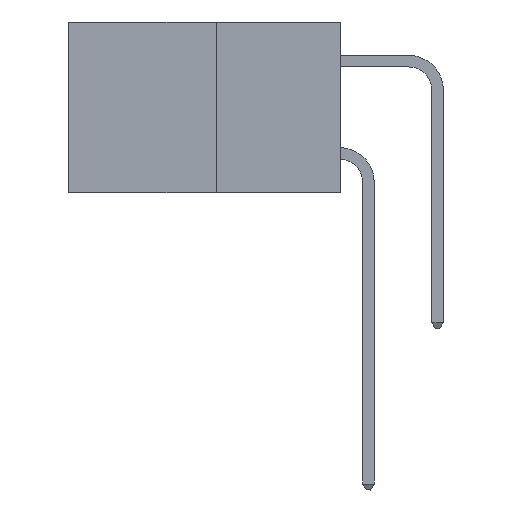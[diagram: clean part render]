
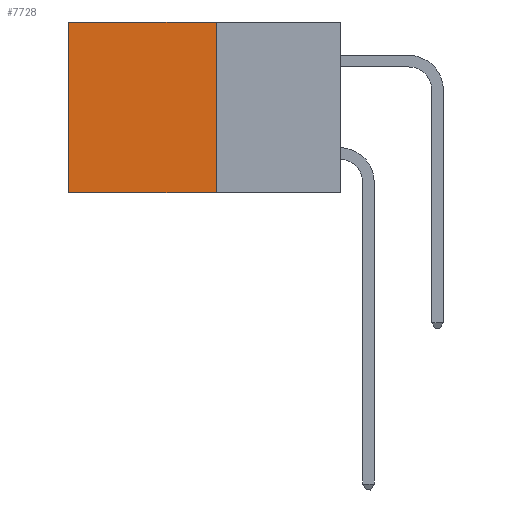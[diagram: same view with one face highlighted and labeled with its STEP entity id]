
A CAD part, left-side view. The second image highlights one B-rep face of the part: STEP entity #7728.
In plain terms, the highlighted planar face has unit normal (-1, 0, 0).
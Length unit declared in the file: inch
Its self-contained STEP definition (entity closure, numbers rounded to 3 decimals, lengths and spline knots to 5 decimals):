
#708 = CARTESIAN_POINT ( 'NONE',  ( 0.277, 0.27, 0. ) ) ;
#1436 = LINE ( 'NONE', #3403, #11863 ) ;
#1538 = DIRECTION ( 'NONE',  ( 1., 0., 0. ) ) ;
#2571 = VERTEX_POINT ( 'NONE', #23250 ) ;
#2652 = EDGE_LOOP ( 'NONE', ( #4803, #25645, #18186, #6241 ) ) ;
#3251 = VECTOR ( 'NONE', #24032, 39.37008 ) ;
#3403 = CARTESIAN_POINT ( 'NONE',  ( 0.277, 0.27, -0.37 ) ) ;
#3489 = DIRECTION ( 'NONE',  ( 0., 0., -1. ) ) ;
#4348 = LINE ( 'NONE', #24841, #9215 ) ;
#4803 = ORIENTED_EDGE ( 'NONE', *, *, #9651, .T. ) ;
#6241 = ORIENTED_EDGE ( 'NONE', *, *, #24228, .T. ) ;
#7728 = ADVANCED_FACE ( 'NONE', ( #21241 ), #25228, .F. ) ;
#7831 = CARTESIAN_POINT ( 'NONE',  ( 0.277, 0.27, -0.37 ) ) ;
#8557 = DIRECTION ( 'NONE',  ( 0., 0., -1. ) ) ;
#9215 = VECTOR ( 'NONE', #8557, 39.37008 ) ;
#9648 = VERTEX_POINT ( 'NONE', #12583 ) ;
#9651 = EDGE_CURVE ( 'NONE', #21291, #9648, #4348, .T. ) ;
#9725 = CARTESIAN_POINT ( 'NONE',  ( 0.277, 0.27, 0. ) ) ;
#10912 = CARTESIAN_POINT ( 'NONE',  ( 0.277, 0.27, -0.37 ) ) ;
#11863 = VECTOR ( 'NONE', #3489, 39.37008 ) ;
#12583 = CARTESIAN_POINT ( 'NONE',  ( 0.277, 0.59, -0.37 ) ) ;
#13221 = AXIS2_PLACEMENT_3D ( 'NONE', #10912, #1538, #22448 ) ;
#14596 = CARTESIAN_POINT ( 'NONE',  ( 0.277, 0.59, 0. ) ) ;
#17122 = VERTEX_POINT ( 'NONE', #708 ) ;
#18036 = DIRECTION ( 'NONE',  ( 0., 1., 0. ) ) ;
#18186 = ORIENTED_EDGE ( 'NONE', *, *, #19736, .F. ) ;
#19736 = EDGE_CURVE ( 'NONE', #17122, #2571, #1436, .T. ) ;
#20414 = LINE ( 'NONE', #7831, #25835 ) ;
#21241 = FACE_OUTER_BOUND ( 'NONE', #2652, .T. ) ;
#21291 = VERTEX_POINT ( 'NONE', #14596 ) ;
#22351 = EDGE_CURVE ( 'NONE', #2571, #9648, #20414, .T. ) ;
#22448 = DIRECTION ( 'NONE',  ( 0., 0., -1. ) ) ;
#23250 = CARTESIAN_POINT ( 'NONE',  ( 0.277, 0.27, -0.37 ) ) ;
#23833 = LINE ( 'NONE', #9725, #3251 ) ;
#24032 = DIRECTION ( 'NONE',  ( 0., 1., 0. ) ) ;
#24228 = EDGE_CURVE ( 'NONE', #17122, #21291, #23833, .T. ) ;
#24841 = CARTESIAN_POINT ( 'NONE',  ( 0.277, 0.59, -0.37 ) ) ;
#25228 = PLANE ( 'NONE',  #13221 ) ;
#25645 = ORIENTED_EDGE ( 'NONE', *, *, #22351, .F. ) ;
#25835 = VECTOR ( 'NONE', #18036, 39.37008 ) ;
